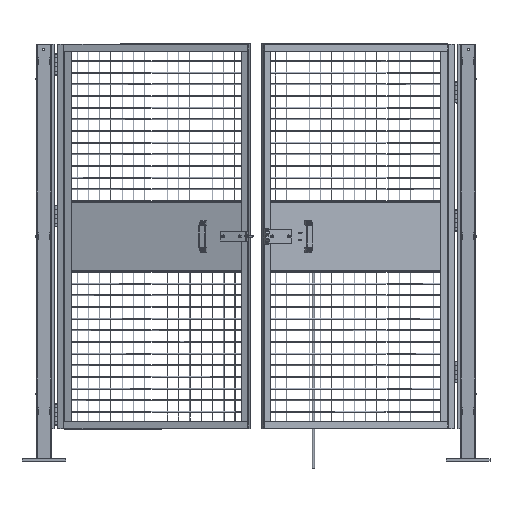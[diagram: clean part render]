
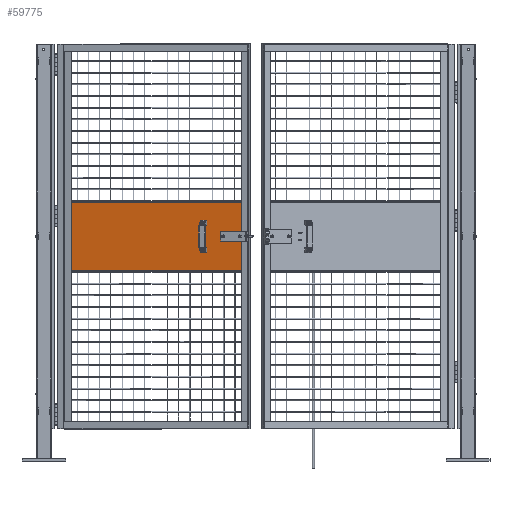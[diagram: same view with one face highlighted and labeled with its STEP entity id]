
A CAD part, top view. The second image highlights one B-rep face of the part: STEP entity #59775.
In plain terms, the highlighted planar face has unit normal (-0.259, 0, 0.966).
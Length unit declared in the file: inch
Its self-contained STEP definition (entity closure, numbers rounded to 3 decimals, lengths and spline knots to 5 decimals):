
#164 = DIRECTION ( 'NONE',  ( -0.259, 0., 0.966 ) ) ;
#2271 = VERTEX_POINT ( 'NONE', #46030 ) ;
#2394 = CARTESIAN_POINT ( 'NONE',  ( 33.88907, 43.9925, 9.74035 ) ) ;
#3216 = CIRCLE ( 'NONE', #29737, 0.125 ) ;
#4038 = DIRECTION ( 'NONE',  ( 0.966, 0., 0.259 ) ) ;
#5424 = CARTESIAN_POINT ( 'NONE',  ( 27.61055, 35.7, 8.05803 ) ) ;
#5454 = CARTESIAN_POINT ( 'NONE',  ( 31.47426, 38.5625, 9.0933 ) ) ;
#5785 = EDGE_CURVE ( 'NONE', #9848, #9848, #53322, .T. ) ;
#5866 = AXIS2_PLACEMENT_3D ( 'NONE', #62950, #164, #41123 ) ;
#6228 = VERTEX_POINT ( 'NONE', #51220 ) ;
#8028 = ORIENTED_EDGE ( 'NONE', *, *, #39874, .F. ) ;
#9524 = ORIENTED_EDGE ( 'NONE', *, *, #38533, .F. ) ;
#9848 = VERTEX_POINT ( 'NONE', #48291 ) ;
#10179 = VERTEX_POINT ( 'NONE', #24918 ) ;
#10957 = FACE_BOUND ( 'NONE', #49139, .T. ) ;
#10974 = VERTEX_POINT ( 'NONE', #20809 ) ;
#11707 = ORIENTED_EDGE ( 'NONE', *, *, #85001, .F. ) ;
#12390 = DIRECTION ( 'NONE',  ( -0.259, 0., 0.966 ) ) ;
#12619 = VERTEX_POINT ( 'NONE', #75947 ) ;
#13274 = CARTESIAN_POINT ( 'NONE',  ( 31.47426, 37.6875, 9.0933 ) ) ;
#13421 = EDGE_LOOP ( 'NONE', ( #36333 ) ) ;
#14741 = VERTEX_POINT ( 'NONE', #26625 ) ;
#15156 = EDGE_CURVE ( 'NONE', #59603, #45263, #75284, .T. ) ;
#15571 = CARTESIAN_POINT ( 'NONE',  ( 33.40611, 37.6875, 9.61094 ) ) ;
#15902 = EDGE_CURVE ( 'NONE', #6228, #14741, #33865, .T. ) ;
#16317 = LINE ( 'NONE', #54235, #39727 ) ;
#16936 = CARTESIAN_POINT ( 'NONE',  ( 33.16463, 37.6875, 9.54624 ) ) ;
#17420 = CARTESIAN_POINT ( 'NONE',  ( 31.71574, 38.8125, 9.15801 ) ) ;
#18226 = FACE_BOUND ( 'NONE', #29982, .T. ) ;
#18634 = EDGE_CURVE ( 'NONE', #39747, #37908, #87248, .T. ) ;
#19406 = ORIENTED_EDGE ( 'NONE', *, *, #100766, .F. ) ;
#19753 = FACE_BOUND ( 'NONE', #61481, .T. ) ;
#20238 = DIRECTION ( 'NONE',  ( 0., 1., 0. ) ) ;
#20571 = VECTOR ( 'NONE', #53173, 39.37008 ) ;
#20809 = CARTESIAN_POINT ( 'NONE',  ( 33.76833, 38.125, 9.708 ) ) ;
#21299 = LINE ( 'NONE', #27062, #29090 ) ;
#21352 = ORIENTED_EDGE ( 'NONE', *, *, #18634, .F. ) ;
#23334 = VECTOR ( 'NONE', #95770, 39.37008 ) ;
#24304 = ORIENTED_EDGE ( 'NONE', *, *, #49730, .F. ) ;
#24918 = CARTESIAN_POINT ( 'NONE',  ( 33.88907, 43.9925, 9.74035 ) ) ;
#25144 = AXIS2_PLACEMENT_3D ( 'NONE', #90256, #43053, #41507 ) ;
#25483 = CARTESIAN_POINT ( 'NONE',  ( 33.88907, 37.4375, 9.74035 ) ) ;
#25791 = ORIENTED_EDGE ( 'NONE', *, *, #15902, .F. ) ;
#26625 = CARTESIAN_POINT ( 'NONE',  ( 33.16463, 38.8125, 9.54624 ) ) ;
#27062 = CARTESIAN_POINT ( 'NONE',  ( 33.40611, 43.9925, 9.61094 ) ) ;
#27235 = EDGE_LOOP ( 'NONE', ( #11707, #9524, #73207, #72425 ) ) ;
#27542 = CIRCLE ( 'NONE', #98737, 0.125 ) ;
#28631 = AXIS2_PLACEMENT_3D ( 'NONE', #16936, #34067, #64181 ) ;
#29090 = VECTOR ( 'NONE', #51958, 39.37008 ) ;
#29737 = AXIS2_PLACEMENT_3D ( 'NONE', #40474, #72136, #79394 ) ;
#29982 = EDGE_LOOP ( 'NONE', ( #71669 ) ) ;
#30372 = VECTOR ( 'NONE', #20238, 39.37008 ) ;
#30843 = ORIENTED_EDGE ( 'NONE', *, *, #43685, .F. ) ;
#33865 = CIRCLE ( 'NONE', #58685, 0.25 ) ;
#34067 = DIRECTION ( 'NONE',  ( -0.259, 0., 0.966 ) ) ;
#34322 = FACE_BOUND ( 'NONE', #13421, .T. ) ;
#34775 = CARTESIAN_POINT ( 'NONE',  ( 33.88907, 38.8125, 9.74035 ) ) ;
#34853 = CARTESIAN_POINT ( 'NONE',  ( 33.88907, 43.9925, 9.74035 ) ) ;
#36333 = ORIENTED_EDGE ( 'NONE', *, *, #101921, .F. ) ;
#37271 = CIRCLE ( 'NONE', #5866, 0.125 ) ;
#37908 = VERTEX_POINT ( 'NONE', #77789 ) ;
#38075 = EDGE_LOOP ( 'NONE', ( #25791, #30843, #24304, #90831, #21352, #19406, #8028, #93628 ) ) ;
#38533 = EDGE_CURVE ( 'NONE', #10179, #71054, #73478, .T. ) ;
#38558 = VECTOR ( 'NONE', #89784, 39.37008 ) ;
#39727 = VECTOR ( 'NONE', #71339, 39.37008 ) ;
#39747 = VERTEX_POINT ( 'NONE', #13274 ) ;
#39874 = EDGE_CURVE ( 'NONE', #41051, #74984, #70037, .T. ) ;
#40474 = CARTESIAN_POINT ( 'NONE',  ( 33.64759, 38.125, 9.67565 ) ) ;
#41051 = VERTEX_POINT ( 'NONE', #17420 ) ;
#41123 = DIRECTION ( 'NONE',  ( 0.966, 0., 0.259 ) ) ;
#41507 = DIRECTION ( 'NONE',  ( 0.966, 0., 0.259 ) ) ;
#41881 = CIRCLE ( 'NONE', #28631, 0.25 ) ;
#42189 = DIRECTION ( 'NONE',  ( 0.966, 0., 0.259 ) ) ;
#43053 = DIRECTION ( 'NONE',  ( -0.259, 0., 0.966 ) ) ;
#43685 = EDGE_CURVE ( 'NONE', #79052, #6228, #21299, .T. ) ;
#44075 = DIRECTION ( 'NONE',  ( 0.966, 0., 0.259 ) ) ;
#45263 = VERTEX_POINT ( 'NONE', #86036 ) ;
#46030 = CARTESIAN_POINT ( 'NONE',  ( 33.16463, 37.4375, 9.54624 ) ) ;
#46569 = DIRECTION ( 'NONE',  ( 0.966, 0., 0.259 ) ) ;
#47459 = LINE ( 'NONE', #78573, #20571 ) ;
#48291 = CARTESIAN_POINT ( 'NONE',  ( 27.61055, 40.5, 8.05803 ) ) ;
#48853 = LINE ( 'NONE', #34775, #81453 ) ;
#49139 = EDGE_LOOP ( 'NONE', ( #51755 ) ) ;
#49730 = EDGE_CURVE ( 'NONE', #2271, #79052, #41881, .T. ) ;
#49907 = DIRECTION ( 'NONE',  ( -0.966, 0., -0.259 ) ) ;
#51220 = CARTESIAN_POINT ( 'NONE',  ( 33.40611, 38.5625, 9.61094 ) ) ;
#51755 = ORIENTED_EDGE ( 'NONE', *, *, #64976, .F. ) ;
#51947 = CARTESIAN_POINT ( 'NONE',  ( 33.88907, 43.9925, 9.74035 ) ) ;
#51958 = DIRECTION ( 'NONE',  ( 0., 1., 0. ) ) ;
#53173 = DIRECTION ( 'NONE',  ( -0.966, 0., -0.259 ) ) ;
#53322 = CIRCLE ( 'NONE', #25144, 0.125 ) ;
#54235 = CARTESIAN_POINT ( 'NONE',  ( 31.47426, 43.9925, 9.0933 ) ) ;
#54333 = DIRECTION ( 'NONE',  ( -0.259, 0., 0.966 ) ) ;
#56105 = CARTESIAN_POINT ( 'NONE',  ( 33.88907, 32.2575, 9.74035 ) ) ;
#58685 = AXIS2_PLACEMENT_3D ( 'NONE', #86498, #54333, #46569 ) ;
#58712 = DIRECTION ( 'NONE',  ( 0.259, 0., -0.966 ) ) ;
#58908 = VERTEX_POINT ( 'NONE', #5424 ) ;
#59603 = VERTEX_POINT ( 'NONE', #84714 ) ;
#59747 = LINE ( 'NONE', #34853, #96273 ) ;
#59775 = ADVANCED_FACE ( 'NONE', ( #19753, #10957, #73783, #65987, #34322, #18226 ), #67010, .F. ) ;
#61481 = EDGE_LOOP ( 'NONE', ( #62147 ) ) ;
#62147 = ORIENTED_EDGE ( 'NONE', *, *, #5785, .F. ) ;
#62950 = CARTESIAN_POINT ( 'NONE',  ( 27.48981, 35.7, 8.02568 ) ) ;
#63577 = AXIS2_PLACEMENT_3D ( 'NONE', #51947, #58712, #49907 ) ;
#64181 = DIRECTION ( 'NONE',  ( 0.966, 0., 0.259 ) ) ;
#64976 = EDGE_CURVE ( 'NONE', #58908, #58908, #37271, .T. ) ;
#65987 = FACE_BOUND ( 'NONE', #38075, .T. ) ;
#67010 = PLANE ( 'NONE',  #63577 ) ;
#70037 = CIRCLE ( 'NONE', #96533, 0.25 ) ;
#71054 = VERTEX_POINT ( 'NONE', #56105 ) ;
#71339 = DIRECTION ( 'NONE',  ( 0., -1., 0. ) ) ;
#71669 = ORIENTED_EDGE ( 'NONE', *, *, #96108, .F. ) ;
#72136 = DIRECTION ( 'NONE',  ( -0.259, 0., 0.966 ) ) ;
#72425 = ORIENTED_EDGE ( 'NONE', *, *, #15156, .F. ) ;
#73207 = ORIENTED_EDGE ( 'NONE', *, *, #78781, .F. ) ;
#73478 = LINE ( 'NONE', #2394, #23334 ) ;
#73783 = FACE_OUTER_BOUND ( 'NONE', #27235, .T. ) ;
#74984 = VERTEX_POINT ( 'NONE', #5454 ) ;
#75284 = LINE ( 'NONE', #89298, #30372 ) ;
#75947 = CARTESIAN_POINT ( 'NONE',  ( 30.93092, 38.125, 8.94772 ) ) ;
#76656 = CARTESIAN_POINT ( 'NONE',  ( 31.71574, 37.6875, 9.15801 ) ) ;
#77789 = CARTESIAN_POINT ( 'NONE',  ( 31.71574, 37.4375, 9.15801 ) ) ;
#78573 = CARTESIAN_POINT ( 'NONE',  ( 33.88907, 32.2575, 9.74035 ) ) ;
#78781 = EDGE_CURVE ( 'NONE', #45263, #10179, #59747, .T. ) ;
#79052 = VERTEX_POINT ( 'NONE', #15571 ) ;
#79394 = DIRECTION ( 'NONE',  ( 0.966, 0., 0.259 ) ) ;
#80582 = DIRECTION ( 'NONE',  ( -0.259, 0., 0.966 ) ) ;
#81453 = VECTOR ( 'NONE', #89269, 39.37008 ) ;
#82461 = CARTESIAN_POINT ( 'NONE',  ( 30.81018, 38.125, 8.91537 ) ) ;
#84714 = CARTESIAN_POINT ( 'NONE',  ( 4.66981, 32.2575, 1.91108 ) ) ;
#85001 = EDGE_CURVE ( 'NONE', #71054, #59603, #47459, .T. ) ;
#86036 = CARTESIAN_POINT ( 'NONE',  ( 4.66981, 43.9925, 1.91108 ) ) ;
#86498 = CARTESIAN_POINT ( 'NONE',  ( 33.16463, 38.5625, 9.54624 ) ) ;
#87248 = CIRCLE ( 'NONE', #102075, 0.25 ) ;
#89269 = DIRECTION ( 'NONE',  ( -0.966, 0., -0.259 ) ) ;
#89298 = CARTESIAN_POINT ( 'NONE',  ( 4.66981, 43.9925, 1.91108 ) ) ;
#89322 = EDGE_CURVE ( 'NONE', #14741, #41051, #48853, .T. ) ;
#89784 = DIRECTION ( 'NONE',  ( 0.966, 0., 0.259 ) ) ;
#90256 = CARTESIAN_POINT ( 'NONE',  ( 27.48981, 40.5, 8.02568 ) ) ;
#90260 = EDGE_CURVE ( 'NONE', #37908, #2271, #90302, .T. ) ;
#90302 = LINE ( 'NONE', #25483, #38558 ) ;
#90831 = ORIENTED_EDGE ( 'NONE', *, *, #90260, .F. ) ;
#91369 = DIRECTION ( 'NONE',  ( 0.966, 0., 0.259 ) ) ;
#92200 = DIRECTION ( 'NONE',  ( -0.259, 0., 0.966 ) ) ;
#93628 = ORIENTED_EDGE ( 'NONE', *, *, #89322, .F. ) ;
#95770 = DIRECTION ( 'NONE',  ( 0., -1., 0. ) ) ;
#96108 = EDGE_CURVE ( 'NONE', #12619, #12619, #27542, .T. ) ;
#96140 = CARTESIAN_POINT ( 'NONE',  ( 31.71574, 38.5625, 9.15801 ) ) ;
#96273 = VECTOR ( 'NONE', #91369, 39.37008 ) ;
#96533 = AXIS2_PLACEMENT_3D ( 'NONE', #96140, #80582, #42189 ) ;
#98737 = AXIS2_PLACEMENT_3D ( 'NONE', #82461, #12390, #44075 ) ;
#100766 = EDGE_CURVE ( 'NONE', #74984, #39747, #16317, .T. ) ;
#101921 = EDGE_CURVE ( 'NONE', #10974, #10974, #3216, .T. ) ;
#102075 = AXIS2_PLACEMENT_3D ( 'NONE', #76656, #92200, #4038 ) ;
